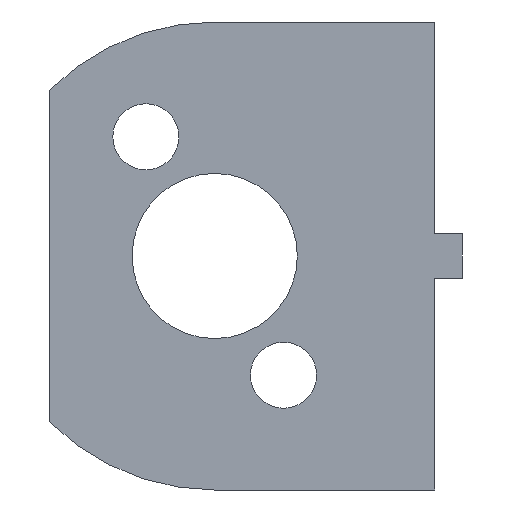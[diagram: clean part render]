
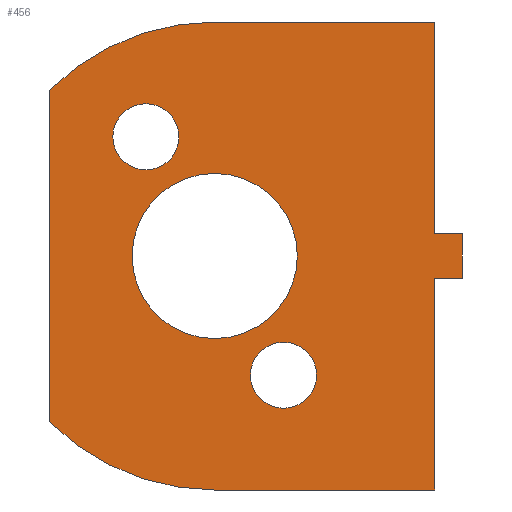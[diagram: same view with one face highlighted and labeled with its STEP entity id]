
A CAD part, left-side view. The second image highlights one B-rep face of the part: STEP entity #456.
In plain terms, the highlighted planar face has unit normal (-1, 0, 0).
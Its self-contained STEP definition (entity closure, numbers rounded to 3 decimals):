
#25=FACE_BOUND('',#86,.T.);
#26=FACE_BOUND('',#87,.T.);
#27=FACE_BOUND('',#88,.T.);
#37=CIRCLE('',#510,8.5);
#38=CIRCLE('',#512,8.5);
#39=CIRCLE('',#514,1.2);
#40=CIRCLE('',#515,3.);
#41=CIRCLE('',#516,1.2);
#59=FACE_OUTER_BOUND('',#85,.T.);
#85=EDGE_LOOP('',(#387,#388,#389,#390,#391,#392,#393,#394,#395,#396));
#86=EDGE_LOOP('',(#397));
#87=EDGE_LOOP('',(#398));
#88=EDGE_LOOP('',(#399));
#122=LINE('',#723,#171);
#126=LINE('',#733,#175);
#129=LINE('',#738,#178);
#131=LINE('',#742,#180);
#132=LINE('',#745,#181);
#134=LINE('',#748,#183);
#138=LINE('',#760,#187);
#139=LINE('',#761,#188);
#171=VECTOR('',#586,10.);
#175=VECTOR('',#596,10.);
#178=VECTOR('',#601,10.);
#180=VECTOR('',#605,10.);
#181=VECTOR('',#608,10.);
#183=VECTOR('',#612,10.);
#187=VECTOR('',#626,10.);
#188=VECTOR('',#627,10.);
#220=VERTEX_POINT('',#720);
#221=VERTEX_POINT('',#722);
#223=VERTEX_POINT('',#730);
#224=VERTEX_POINT('',#732);
#225=VERTEX_POINT('',#736);
#226=VERTEX_POINT('',#740);
#227=VERTEX_POINT('',#744);
#228=VERTEX_POINT('',#750);
#229=VERTEX_POINT('',#752);
#230=VERTEX_POINT('',#756);
#231=VERTEX_POINT('',#762);
#232=VERTEX_POINT('',#764);
#233=VERTEX_POINT('',#766);
#270=EDGE_CURVE('',#221,#220,#122,.T.);
#275=EDGE_CURVE('',#223,#224,#126,.T.);
#278=EDGE_CURVE('',#223,#225,#129,.T.);
#280=EDGE_CURVE('',#225,#226,#131,.T.);
#281=EDGE_CURVE('',#221,#227,#132,.T.);
#283=EDGE_CURVE('',#227,#226,#134,.T.);
#285=EDGE_CURVE('',#229,#228,#37,.T.);
#288=EDGE_CURVE('',#230,#224,#38,.T.);
#289=EDGE_CURVE('',#220,#229,#138,.T.);
#290=EDGE_CURVE('',#230,#228,#139,.T.);
#291=EDGE_CURVE('',#231,#231,#39,.T.);
#292=EDGE_CURVE('',#232,#232,#40,.T.);
#293=EDGE_CURVE('',#233,#233,#41,.T.);
#387=ORIENTED_EDGE('',*,*,#288,.T.);
#388=ORIENTED_EDGE('',*,*,#275,.F.);
#389=ORIENTED_EDGE('',*,*,#278,.T.);
#390=ORIENTED_EDGE('',*,*,#280,.T.);
#391=ORIENTED_EDGE('',*,*,#283,.F.);
#392=ORIENTED_EDGE('',*,*,#281,.F.);
#393=ORIENTED_EDGE('',*,*,#270,.T.);
#394=ORIENTED_EDGE('',*,*,#289,.T.);
#395=ORIENTED_EDGE('',*,*,#285,.T.);
#396=ORIENTED_EDGE('',*,*,#290,.F.);
#397=ORIENTED_EDGE('',*,*,#291,.T.);
#398=ORIENTED_EDGE('',*,*,#292,.T.);
#399=ORIENTED_EDGE('',*,*,#293,.T.);
#436=PLANE('',#513);
#456=ADVANCED_FACE('',(#59,#25,#26,#27),#436,.T.);
#510=AXIS2_PLACEMENT_3D('',#753,#616,#617);
#512=AXIS2_PLACEMENT_3D('',#758,#622,#623);
#513=AXIS2_PLACEMENT_3D('',#759,#624,#625);
#514=AXIS2_PLACEMENT_3D('',#763,#628,#629);
#515=AXIS2_PLACEMENT_3D('',#765,#630,#631);
#516=AXIS2_PLACEMENT_3D('',#767,#632,#633);
#586=DIRECTION('',(0.,0.,1.));
#596=DIRECTION('',(0.,1.,0.));
#601=DIRECTION('',(0.,0.,1.));
#605=DIRECTION('',(0.,-1.,0.));
#608=DIRECTION('',(0.,-1.,0.));
#612=DIRECTION('',(0.,0.,-1.));
#616=DIRECTION('center_axis',(-1.,0.,0.));
#617=DIRECTION('ref_axis',(0.,0.,-1.));
#622=DIRECTION('center_axis',(-1.,0.,0.));
#623=DIRECTION('ref_axis',(0.,0.,-1.));
#624=DIRECTION('center_axis',(-1.,0.,0.));
#625=DIRECTION('ref_axis',(0.,0.,1.));
#626=DIRECTION('',(0.,1.,0.));
#627=DIRECTION('',(0.,0.,1.));
#628=DIRECTION('center_axis',(1.,0.,0.));
#629=DIRECTION('ref_axis',(0.,0.,-1.));
#630=DIRECTION('center_axis',(1.,0.,0.));
#631=DIRECTION('ref_axis',(0.,0.,-1.));
#632=DIRECTION('center_axis',(1.,0.,0.));
#633=DIRECTION('ref_axis',(0.,0.,-1.));
#720=CARTESIAN_POINT('',(-10.8,0.,8.5));
#722=CARTESIAN_POINT('',(-10.8,0.,0.8));
#723=CARTESIAN_POINT('',(-10.8,0.,-8.5));
#730=CARTESIAN_POINT('',(-10.8,0.,-8.5));
#732=CARTESIAN_POINT('',(-10.8,8.,-8.5));
#733=CARTESIAN_POINT('',(-10.8,0.,-8.5));
#736=CARTESIAN_POINT('',(-10.8,0.,-0.8));
#738=CARTESIAN_POINT('',(-10.8,0.,-8.5));
#740=CARTESIAN_POINT('',(-10.8,-1.,-0.8));
#742=CARTESIAN_POINT('',(-10.8,0.,-0.8));
#744=CARTESIAN_POINT('',(-10.8,-1.,0.8));
#745=CARTESIAN_POINT('',(-10.8,0.,0.8));
#748=CARTESIAN_POINT('',(-10.8,-1.,8.5));
#750=CARTESIAN_POINT('',(-10.8,14.,6.021));
#752=CARTESIAN_POINT('',(-10.8,8.,8.5));
#753=CARTESIAN_POINT('Origin',(-10.8,8.,0.));
#756=CARTESIAN_POINT('',(-10.8,14.,-6.021));
#758=CARTESIAN_POINT('Origin',(-10.8,8.,0.));
#759=CARTESIAN_POINT('Origin',(-10.8,0.,-8.5));
#760=CARTESIAN_POINT('',(-10.8,0.,8.5));
#761=CARTESIAN_POINT('',(-10.8,14.,-8.5));
#762=CARTESIAN_POINT('',(-10.8,10.5,5.53));
#763=CARTESIAN_POINT('Origin',(-10.8,10.5,4.33));
#764=CARTESIAN_POINT('',(-10.8,8.,3.));
#765=CARTESIAN_POINT('Origin',(-10.8,8.,0.));
#766=CARTESIAN_POINT('',(-10.8,5.5,-3.13));
#767=CARTESIAN_POINT('Origin',(-10.8,5.5,-4.33));
